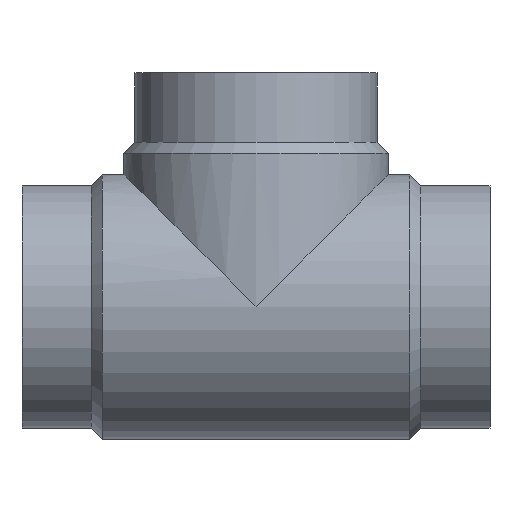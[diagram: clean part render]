
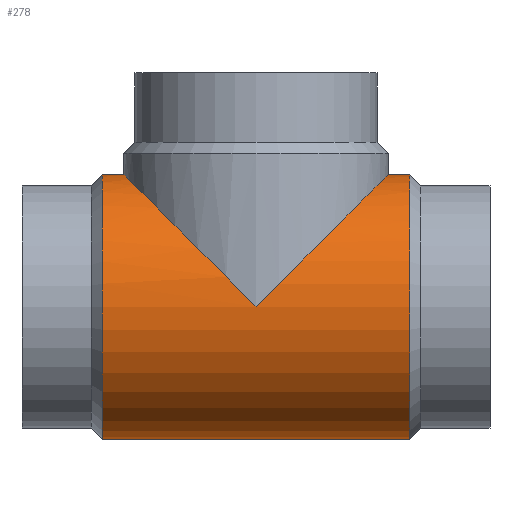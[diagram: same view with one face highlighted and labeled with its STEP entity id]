
A CAD part, top view. The second image highlights one B-rep face of the part: STEP entity #278.
In plain terms, the highlighted cylindrical face has radius 152.7 mm (diameter 305.4 mm), a partial arc.
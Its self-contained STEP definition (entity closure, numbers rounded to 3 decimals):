
#144 = EDGE_CURVE( '', #212, #220, #386, .T. );
#212 = VERTEX_POINT( '', #460 );
#218 = EDGE_CURVE( '', #262, #230, #466, .T. );
#220 = VERTEX_POINT( '', #468 );
#230 = VERTEX_POINT( '', #479 );
#232 = EDGE_CURVE( '', #230, #308, #481, .T. );
#260 = EDGE_CURVE( '', #308, #304, #514, .T. );
#262 = VERTEX_POINT( '', #516 );
#264 = EDGE_CURVE( '', #304, #316, #518, .T. );
#278 = ADVANCED_FACE( '', ( #533 ), #534, .T. );
#304 = VERTEX_POINT( '', #563 );
#308 = VERTEX_POINT( '', #567 );
#314 = EDGE_CURVE( '', #212, #316, #573, .T. );
#316 = VERTEX_POINT( '', #575 );
#326 = EDGE_CURVE( '', #220, #262, #588, .T. );
#386 = LINE( '', #647, #648 );
#460 = CARTESIAN_POINT( '', ( -447.3, -152.7, 0. ) );
#466 = LINE( '', #754, #755 );
#468 = CARTESIAN_POINT( '', ( -92.7, -152.7, 0. ) );
#479 = CARTESIAN_POINT( '', ( -117.3, 152.7, 0. ) );
#481 = ELLIPSE( '', #772, 215.95, 152.7 );
#514 = ELLIPSE( '', #810, 215.95, 152.7 );
#516 = CARTESIAN_POINT( '', ( -92.7, 152.7, 0. ) );
#518 = LINE( '', #815, #816 );
#533 = FACE_OUTER_BOUND( '', #836, .T. );
#534 = CYLINDRICAL_SURFACE( '', #837, 152.7 );
#563 = CARTESIAN_POINT( '', ( -422.7, 152.7, 0. ) );
#567 = CARTESIAN_POINT( '', ( -270., 0., 152.7 ) );
#573 = CIRCLE( '', #895, 152.7 );
#575 = CARTESIAN_POINT( '', ( -447.3, 152.7, 0. ) );
#588 = CIRCLE( '', #915, 152.7 );
#647 = CARTESIAN_POINT( '', ( -270., -152.7, 0. ) );
#648 = VECTOR( '', #973, 1. );
#754 = CARTESIAN_POINT( '', ( -270., 152.7, 0. ) );
#755 = VECTOR( '', #1074, 1. );
#772 = AXIS2_PLACEMENT_3D( '', #1086, #1087, #1088 );
#810 = AXIS2_PLACEMENT_3D( '', #1130, #1131, #1132 );
#815 = CARTESIAN_POINT( '', ( -270., 152.7, 0. ) );
#816 = VECTOR( '', #1133, 1. );
#836 = EDGE_LOOP( '', ( #1155, #1156, #1157, #1158, #1159, #1160, #1161 ) );
#837 = AXIS2_PLACEMENT_3D( '', #1162, #1163, #1164 );
#895 = AXIS2_PLACEMENT_3D( '', #1203, #1204, #1205 );
#915 = AXIS2_PLACEMENT_3D( '', #1227, #1228, #1229 );
#973 = DIRECTION( '', ( 1., 0., 0. ) );
#1074 = DIRECTION( '', ( -1., 0., 0. ) );
#1086 = CARTESIAN_POINT( '', ( -270., 0., 0. ) );
#1087 = DIRECTION( '', ( 0.707, -0.707, 0. ) );
#1088 = DIRECTION( '', ( 0.707, 0.707, 0. ) );
#1130 = CARTESIAN_POINT( '', ( -270., 0., 0. ) );
#1131 = DIRECTION( '', ( -0.707, -0.707, 0. ) );
#1132 = DIRECTION( '', ( 0.707, -0.707, 0. ) );
#1133 = DIRECTION( '', ( -1., 0., 0. ) );
#1155 = ORIENTED_EDGE( '', *, *, #218, .T. );
#1156 = ORIENTED_EDGE( '', *, *, #232, .T. );
#1157 = ORIENTED_EDGE( '', *, *, #260, .T. );
#1158 = ORIENTED_EDGE( '', *, *, #264, .T. );
#1159 = ORIENTED_EDGE( '', *, *, #314, .F. );
#1160 = ORIENTED_EDGE( '', *, *, #144, .T. );
#1161 = ORIENTED_EDGE( '', *, *, #326, .T. );
#1162 = CARTESIAN_POINT( '', ( -270., 0., 0. ) );
#1163 = DIRECTION( '', ( 1., 0., 0. ) );
#1164 = DIRECTION( '', ( 0., 1., 0. ) );
#1203 = CARTESIAN_POINT( '', ( -447.3, 0., 0. ) );
#1204 = DIRECTION( '', ( -1., 0., 0. ) );
#1205 = DIRECTION( '', ( 0., 1., 0. ) );
#1227 = CARTESIAN_POINT( '', ( -92.7, 0., 0. ) );
#1228 = DIRECTION( '', ( -1., 0., 0. ) );
#1229 = DIRECTION( '', ( 0., 1., 0. ) );
